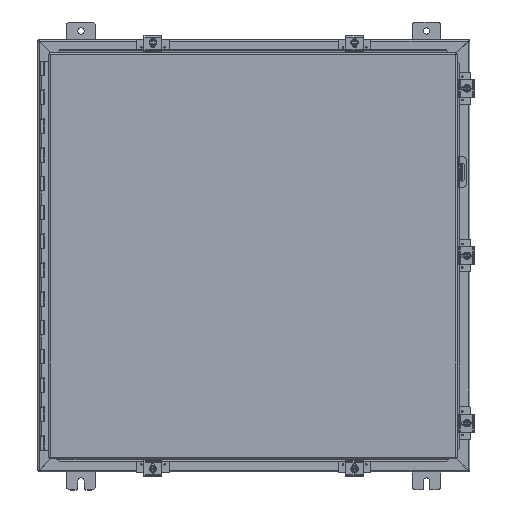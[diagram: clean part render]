
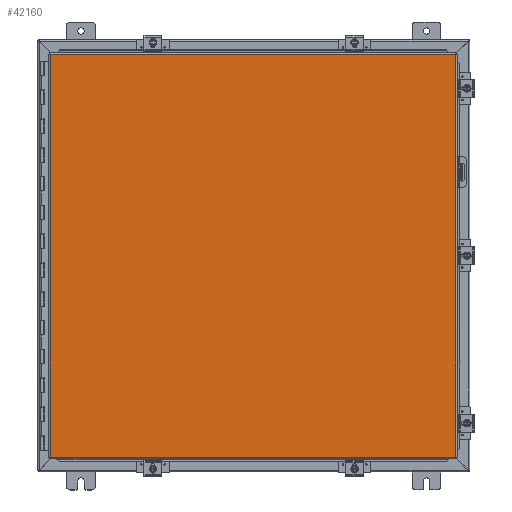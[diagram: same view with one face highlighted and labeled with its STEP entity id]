
A CAD part, top view. The second image highlights one B-rep face of the part: STEP entity #42160.
In plain terms, the highlighted face is planar.
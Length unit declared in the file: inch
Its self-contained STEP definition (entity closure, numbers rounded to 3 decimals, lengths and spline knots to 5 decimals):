
#1921 = CARTESIAN_POINT ( 'NONE',  ( -14.08225, -13.9885, 0. ) ) ;
#3597 = DIRECTION ( 'NONE',  ( 1., 0., 0. ) ) ;
#3607 = DIRECTION ( 'NONE',  ( 0., 0., 1. ) ) ;
#3638 = CARTESIAN_POINT ( 'NONE',  ( 0., 0., 0. ) ) ;
#4562 = PLANE ( 'NONE',  #26176 ) ;
#4826 = ORIENTED_EDGE ( 'NONE', *, *, #29574, .T. ) ;
#6579 = DIRECTION ( 'NONE',  ( -1., 0., 0. ) ) ;
#6585 = LINE ( 'NONE', #40216, #7071 ) ;
#6717 = CARTESIAN_POINT ( 'NONE',  ( 14.08225, -13.9885, 0. ) ) ;
#7071 = VECTOR ( 'NONE', #40684, 39.37008 ) ;
#8066 = EDGE_CURVE ( 'NONE', #30529, #42615, #6585, .T. ) ;
#8343 = ORIENTED_EDGE ( 'NONE', *, *, #39690, .T. ) ;
#8914 = EDGE_CURVE ( 'NONE', #29590, #30529, #28492, .T. ) ;
#9089 = CARTESIAN_POINT ( 'NONE',  ( -14.08225, 13.9885, 0. ) ) ;
#10328 = CARTESIAN_POINT ( 'NONE',  ( -14.08225, -13.9885, 0. ) ) ;
#12586 = LINE ( 'NONE', #6717, #20691 ) ;
#13638 = DIRECTION ( 'NONE',  ( 0., 1., 0. ) ) ;
#14058 = VECTOR ( 'NONE', #13638, 39.37008 ) ;
#17400 = DIRECTION ( 'NONE',  ( 1., 0., 0. ) ) ;
#17452 = CARTESIAN_POINT ( 'NONE',  ( -14.08225, 13.9885, 0. ) ) ;
#18956 = ORIENTED_EDGE ( 'NONE', *, *, #8914, .T. ) ;
#20691 = VECTOR ( 'NONE', #6579, 39.37008 ) ;
#26176 = AXIS2_PLACEMENT_3D ( 'NONE', #3638, #3607, #3597 ) ;
#27903 = VECTOR ( 'NONE', #17400, 39.37008 ) ;
#28243 = EDGE_LOOP ( 'NONE', ( #4826, #18956, #35284, #8343 ) ) ;
#28492 = LINE ( 'NONE', #17452, #27903 ) ;
#29574 = EDGE_CURVE ( 'NONE', #33331, #29590, #42427, .T. ) ;
#29590 = VERTEX_POINT ( 'NONE', #9089 ) ;
#30529 = VERTEX_POINT ( 'NONE', #34255 ) ;
#33331 = VERTEX_POINT ( 'NONE', #1921 ) ;
#34255 = CARTESIAN_POINT ( 'NONE',  ( 14.08225, 13.9885, 0. ) ) ;
#35284 = ORIENTED_EDGE ( 'NONE', *, *, #8066, .T. ) ;
#39690 = EDGE_CURVE ( 'NONE', #42615, #33331, #12586, .T. ) ;
#40216 = CARTESIAN_POINT ( 'NONE',  ( 14.08225, 13.9885, 0. ) ) ;
#40684 = DIRECTION ( 'NONE',  ( 0., -1., 0. ) ) ;
#40991 = FACE_OUTER_BOUND ( 'NONE', #28243, .T. ) ;
#42160 = ADVANCED_FACE ( 'NONE', ( #40991 ), #4562, .F. ) ;
#42427 = LINE ( 'NONE', #10328, #14058 ) ;
#42615 = VERTEX_POINT ( 'NONE', #45049 ) ;
#45049 = CARTESIAN_POINT ( 'NONE',  ( 14.08225, -13.9885, 0. ) ) ;
